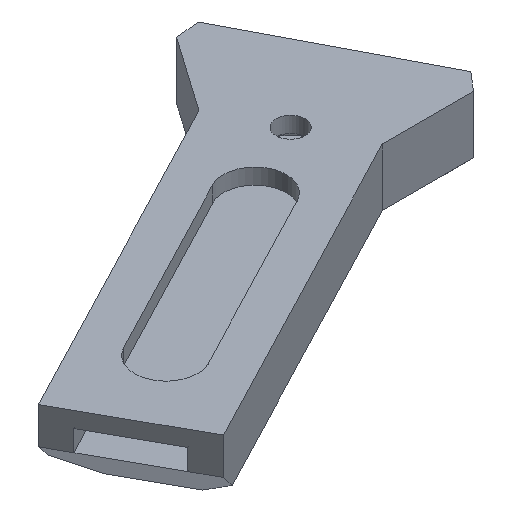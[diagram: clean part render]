
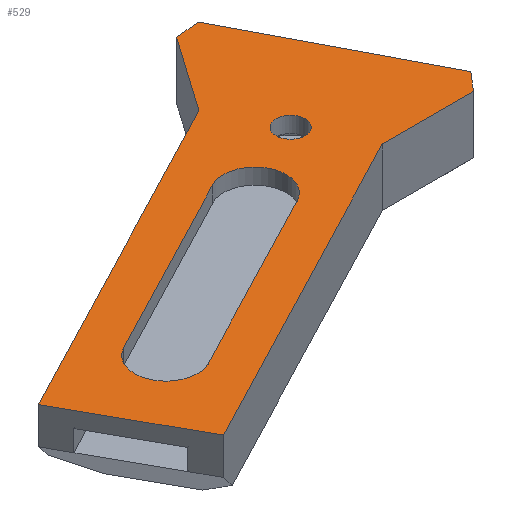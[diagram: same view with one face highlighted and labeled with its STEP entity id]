
A CAD part, isometric view. The second image highlights one B-rep face of the part: STEP entity #529.
In plain terms, the highlighted planar face has unit normal (0, 0, 1).
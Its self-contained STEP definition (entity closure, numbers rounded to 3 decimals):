
#15=FACE_BOUND('',#86,.T.);
#16=FACE_BOUND('',#87,.T.);
#20=CIRCLE('',#553,3.);
#22=CIRCLE('',#557,3.);
#26=CIRCLE('',#577,1.4);
#56=FACE_OUTER_BOUND('',#85,.T.);
#85=EDGE_LOOP('',(#432,#433,#434,#435,#436,#437,#438,#439));
#86=EDGE_LOOP('',(#440,#441,#442,#443));
#87=EDGE_LOOP('',(#444));
#98=LINE('',#736,#160);
#103=LINE('',#750,#165);
#134=LINE('',#816,#196);
#137=LINE('',#821,#199);
#139=LINE('',#825,#201);
#141=LINE('',#830,#203);
#143=LINE('',#833,#205);
#144=LINE('',#836,#206);
#148=LINE('',#853,#210);
#149=LINE('',#854,#211);
#160=VECTOR('',#594,10.);
#165=VECTOR('',#607,10.);
#196=VECTOR('',#662,10.);
#199=VECTOR('',#667,10.);
#201=VECTOR('',#671,10.);
#203=VECTOR('',#675,10.);
#205=VECTOR('',#679,10.);
#206=VECTOR('',#682,10.);
#210=VECTOR('',#702,10.);
#211=VECTOR('',#703,10.);
#222=VERTEX_POINT('',#734);
#223=VERTEX_POINT('',#735);
#226=VERTEX_POINT('',#743);
#228=VERTEX_POINT('',#749);
#250=VERTEX_POINT('',#813);
#251=VERTEX_POINT('',#815);
#252=VERTEX_POINT('',#819);
#253=VERTEX_POINT('',#823);
#254=VERTEX_POINT('',#827);
#255=VERTEX_POINT('',#829);
#256=VERTEX_POINT('',#835);
#259=VERTEX_POINT('',#845);
#261=VERTEX_POINT('',#852);
#268=EDGE_CURVE('',#222,#223,#98,.T.);
#272=EDGE_CURVE('',#226,#222,#20,.T.);
#275=EDGE_CURVE('',#228,#226,#103,.T.);
#278=EDGE_CURVE('',#223,#228,#22,.T.);
#308=EDGE_CURVE('',#250,#251,#134,.T.);
#311=EDGE_CURVE('',#252,#250,#137,.T.);
#313=EDGE_CURVE('',#252,#253,#139,.T.);
#315=EDGE_CURVE('',#255,#254,#141,.T.);
#317=EDGE_CURVE('',#254,#251,#143,.T.);
#318=EDGE_CURVE('',#256,#255,#144,.T.);
#323=EDGE_CURVE('',#259,#259,#26,.T.);
#326=EDGE_CURVE('',#261,#256,#148,.T.);
#327=EDGE_CURVE('',#253,#261,#149,.T.);
#432=ORIENTED_EDGE('',*,*,#326,.T.);
#433=ORIENTED_EDGE('',*,*,#318,.T.);
#434=ORIENTED_EDGE('',*,*,#315,.T.);
#435=ORIENTED_EDGE('',*,*,#317,.T.);
#436=ORIENTED_EDGE('',*,*,#308,.F.);
#437=ORIENTED_EDGE('',*,*,#311,.F.);
#438=ORIENTED_EDGE('',*,*,#313,.T.);
#439=ORIENTED_EDGE('',*,*,#327,.T.);
#440=ORIENTED_EDGE('',*,*,#268,.T.);
#441=ORIENTED_EDGE('',*,*,#278,.T.);
#442=ORIENTED_EDGE('',*,*,#275,.T.);
#443=ORIENTED_EDGE('',*,*,#272,.T.);
#444=ORIENTED_EDGE('',*,*,#323,.T.);
#501=PLANE('',#580);
#529=ADVANCED_FACE('',(#56,#15,#16),#501,.T.);
#553=AXIS2_PLACEMENT_3D('',#744,#600,#601);
#557=AXIS2_PLACEMENT_3D('',#755,#612,#613);
#577=AXIS2_PLACEMENT_3D('',#846,#693,#694);
#580=AXIS2_PLACEMENT_3D('',#851,#700,#701);
#594=DIRECTION('',(0.887,0.462,0.));
#600=DIRECTION('center_axis',(0.,0.,-1.));
#601=DIRECTION('ref_axis',(-1.,0.,0.));
#607=DIRECTION('',(-0.887,-0.462,0.));
#612=DIRECTION('center_axis',(0.,0.,-1.));
#613=DIRECTION('ref_axis',(-1.,0.,0.));
#662=DIRECTION('',(0.996,0.093,0.));
#667=DIRECTION('',(0.574,0.819,0.));
#671=DIRECTION('',(-0.887,-0.462,0.));
#675=DIRECTION('',(0.647,0.762,0.));
#679=DIRECTION('',(-0.462,0.887,0.));
#682=DIRECTION('',(1.,0.,0.));
#693=DIRECTION('center_axis',(0.,0.,-1.));
#694=DIRECTION('ref_axis',(-1.,0.,0.));
#700=DIRECTION('center_axis',(0.,0.,1.));
#701=DIRECTION('ref_axis',(-1.,0.,0.));
#702=DIRECTION('',(0.887,0.462,0.));
#703=DIRECTION('',(0.485,-0.875,0.));
#734=CARTESIAN_POINT('',(67.531,114.72,-66.5));
#735=CARTESIAN_POINT('',(85.272,123.955,-66.5));
#736=CARTESIAN_POINT('',(72.736,117.43,-66.5));
#743=CARTESIAN_POINT('',(70.302,109.398,-66.5));
#744=CARTESIAN_POINT('Origin',(68.917,112.059,-66.5));
#749=CARTESIAN_POINT('',(88.042,118.633,-66.5));
#750=CARTESIAN_POINT('',(84.377,116.725,-66.5));
#755=CARTESIAN_POINT('Origin',(86.657,121.294,-66.5));
#813=CARTESIAN_POINT('',(95.778,137.911,-66.5));
#815=CARTESIAN_POINT('',(98.084,138.127,-66.5));
#816=CARTESIAN_POINT('',(95.778,137.911,-66.5));
#819=CARTESIAN_POINT('',(90.775,130.766,-66.5));
#821=CARTESIAN_POINT('',(90.775,130.766,-66.5));
#823=CARTESIAN_POINT('',(58.757,114.098,-66.5));
#825=CARTESIAN_POINT('',(90.775,130.766,-66.5));
#827=CARTESIAN_POINT('',(107.,121.,-66.5));
#829=CARTESIAN_POINT('',(105.5,119.234,-66.5));
#830=CARTESIAN_POINT('',(105.5,119.234,-66.5));
#833=CARTESIAN_POINT('',(107.,121.,-66.5));
#835=CARTESIAN_POINT('',(96.777,119.234,-66.5));
#836=CARTESIAN_POINT('',(96.777,119.234,-66.5));
#845=CARTESIAN_POINT('',(95.176,125.,-66.5));
#846=CARTESIAN_POINT('Origin',(93.776,125.,-66.5));
#851=CARTESIAN_POINT('Origin',(79.517,117.113,-66.5));
#852=CARTESIAN_POINT('',(65.063,102.725,-66.5));
#853=CARTESIAN_POINT('',(65.063,102.725,-66.5));
#854=CARTESIAN_POINT('',(58.757,114.098,-66.5));
